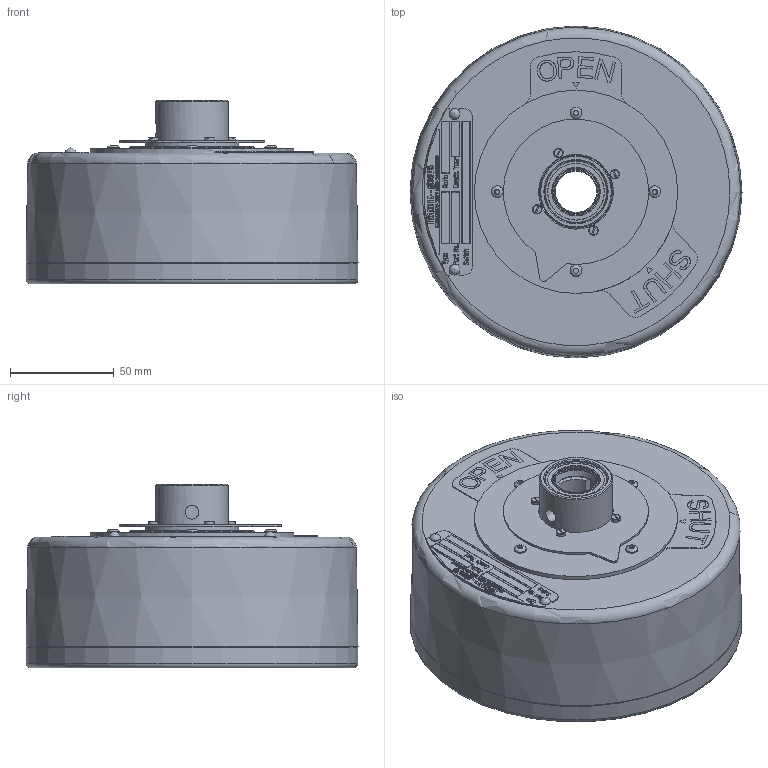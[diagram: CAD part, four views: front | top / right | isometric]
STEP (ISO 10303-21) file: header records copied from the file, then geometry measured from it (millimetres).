
FILE_DESCRIPTION(/* description */ ('Unknown'),/* implementation_level */ '2;1');
FILE_NAME(/* name */ 'ECL POSITION INDICATOR',/* time_stamp */ '2018-04-17T14:59:40+02:00',/* author */ ('Unknown'),/* organization */ ('Unknown'),/* preprocessor_version */ 'ST-DEVELOPER v16.7',/* originating_system */ 'DEX',/* authorisation */ $);
FILE_SCHEMA (('AUTOMOTIVE_DESIGN {1 0 10303 214 3 1 1}'));
Length unit declared in the file: millimetre
Products named in the file (1): ECL2
Bounding box: 159.98 x 159.98 x 88.5 mm (x, y, z)
Volume: 1237029.5 mm3; surface area: 112494.8 mm2
Topology: 1 solids, 44 shells, 1411 faces, 3434 edges, 2280 vertices
Faces by surface type: plane 995, bspline 208, cylinder 117, cone 72, torus 17, sphere 2
Full cylindrical faces by diameter (mm): 2.013 x4, 2.5 x4, 2.9 x2, 3 x8, 4 x4, 4.5 x4, 5 x13, 5.7 x4, 6.647 x1, 8.376 x4, 10 x4, 11.2 x4, 22.098 x1, 29.583 x1, 30 x2, 32.05 x1, 35 x3, 36 x1, 45 x1, 55 x1, 61 x1, 80 x1, 98 x1
Entity records: 57793 total; most frequent: CARTESIAN_POINT 16993, ORIENTED_EDGE 6354, DIRECTION 5503, EDGE_CURVE 3177, LINE 2385, VECTOR 2385, VERTEX_POINT 2215, FACE_BOUND 1806
